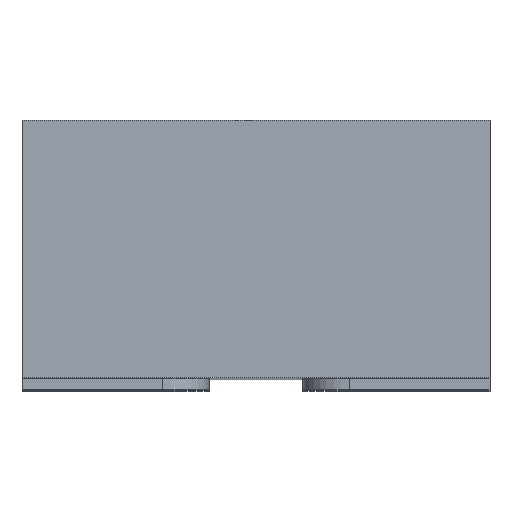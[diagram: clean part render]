
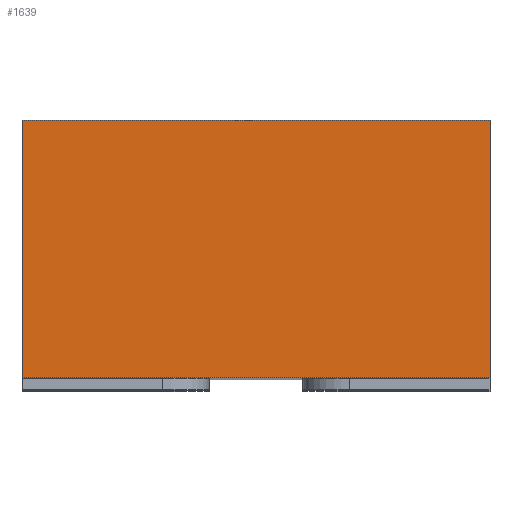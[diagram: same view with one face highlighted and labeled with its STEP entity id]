
A CAD part, top view. The second image highlights one B-rep face of the part: STEP entity #1639.
In plain terms, the highlighted planar face has unit normal (0, 0, 1).
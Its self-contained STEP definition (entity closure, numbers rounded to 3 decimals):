
#86=DIRECTION('',(1.,0.,0.));
#87=VECTOR('',#86,1.);
#88=CARTESIAN_POINT('',(-0.5,0.,1.25));
#89=LINE('',#88,#87);
#523=DIRECTION('',(0.,1.,0.));
#524=VECTOR('',#523,0.55);
#525=CARTESIAN_POINT('',(0.5,0.,1.25));
#526=LINE('',#525,#524);
#595=DIRECTION('',(0.,1.,0.));
#596=VECTOR('',#595,0.55);
#597=CARTESIAN_POINT('',(-0.5,0.,1.25));
#598=LINE('',#597,#596);
#611=DIRECTION('',(1.,0.,0.));
#612=VECTOR('',#611,1.);
#613=CARTESIAN_POINT('',(-0.5,0.55,1.25));
#614=LINE('',#613,#612);
#647=CARTESIAN_POINT('',(-0.5,0.,1.25));
#648=CARTESIAN_POINT('',(0.5,0.,1.25));
#649=VERTEX_POINT('',#647);
#650=VERTEX_POINT('',#648);
#656=CARTESIAN_POINT('',(-0.5,0.55,1.25));
#658=VERTEX_POINT('',#656);
#659=CARTESIAN_POINT('',(0.5,0.55,1.25));
#660=VERTEX_POINT('',#659);
#1627=CARTESIAN_POINT('',(-0.5,0.,1.25));
#1628=DIRECTION('',(0.,0.,1.));
#1629=DIRECTION('',(1.,0.,0.));
#1630=AXIS2_PLACEMENT_3D('',#1627,#1628,#1629);
#1631=PLANE('',#1630);
#1632=ORIENTED_EDGE('',*,*,#900,.F.);
#1633=ORIENTED_EDGE('',*,*,#999,.T.);
#1635=ORIENTED_EDGE('',*,*,#1634,.T.);
#1636=ORIENTED_EDGE('',*,*,#1402,.F.);
#1637=EDGE_LOOP('',(#1632,#1633,#1635,#1636));
#1638=FACE_OUTER_BOUND('',#1637,.F.);
#900=EDGE_CURVE('',#649,#650,#89,.T.);
#999=EDGE_CURVE('',#649,#658,#598,.T.);
#1402=EDGE_CURVE('',#650,#660,#526,.T.);
#1634=EDGE_CURVE('',#658,#660,#614,.T.);
#1639=ADVANCED_FACE('',(#1638),#1631,.T.);
